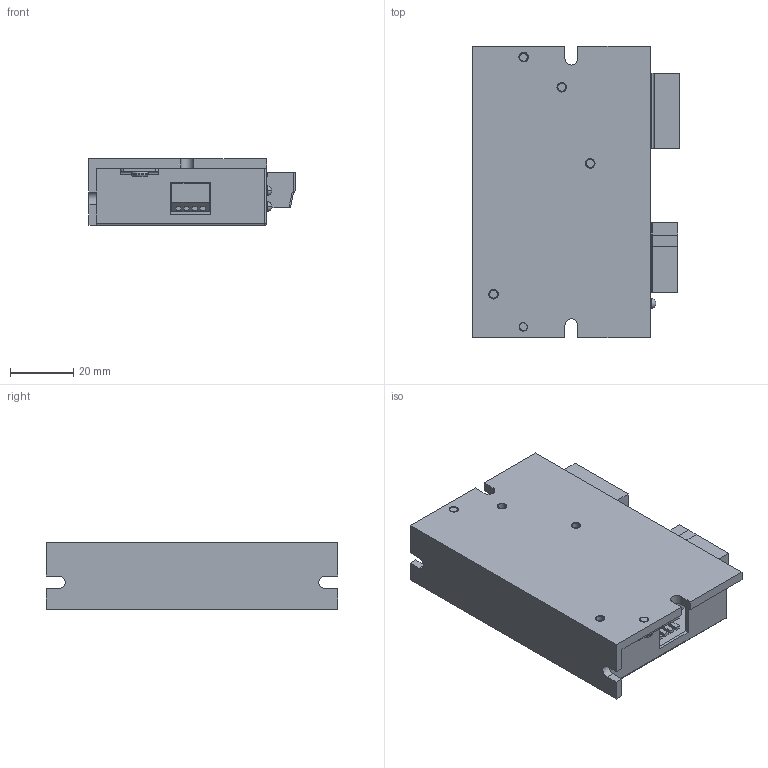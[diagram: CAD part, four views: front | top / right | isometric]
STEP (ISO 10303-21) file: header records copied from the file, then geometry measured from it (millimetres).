
FILE_DESCRIPTION((''),'2;1');
FILE_NAME('DM422_ASM','2021-09-26T17:46:31',('jerryzhu'),(''),'CREO PARAMETRIC BY PTC INC, 2018020','CREO PARAMETRIC BY PTC INC, 2018020','');
FILE_SCHEMA(('CONFIG_CONTROL_DESIGN'));
Length unit declared in the file: millimetre
Products named in the file (12): FY-DM422-BASE; FY-DM422-CASE; FY-DM422-PCBA; GSP002RC-3_81-06P; EPS108AZ-8P; GSP002RC-3_5-06P; LED-1; EPS108AZ-4P; QD-SCREW-1; GSP002-3_81-06P; GSP002-3_5-06P; DM422_ASM
Assembly tree (12 placements, depth 2):
  DM422_ASM
    FY-DM422-BASE
    FY-DM422-CASE
    FY-DM422-PCBA
    GSP002RC-3_81-06P
    EPS108AZ-8P
    GSP002RC-3_5-06P
    LED-1
    EPS108AZ-4P
    QD-SCREW-1  x2
    GSP002-3_81-06P
    GSP002-3_5-06P
Bounding box: 64.99 x 92 x 21 mm (x, y, z)
Volume: 41987.1 mm3; surface area: 47367.9 mm2
Topology: 14 solids, 49 shells, 2073 faces, 5174 edges, 3309 vertices
Faces by surface type: plane 1130, cylinder 733, torus 64, sphere 60, bspline 44, cone 36, extrusion 6
Entity records: 63475 total; most frequent: CARTESIAN_POINT 14608, DIRECTION 10100, ORIENTED_EDGE 9960, EDGE_CURVE 4988, AXIS2_PLACEMENT_3D 3435, VECTOR 3230, LINE 3224, VERTEX_POINT 3223
